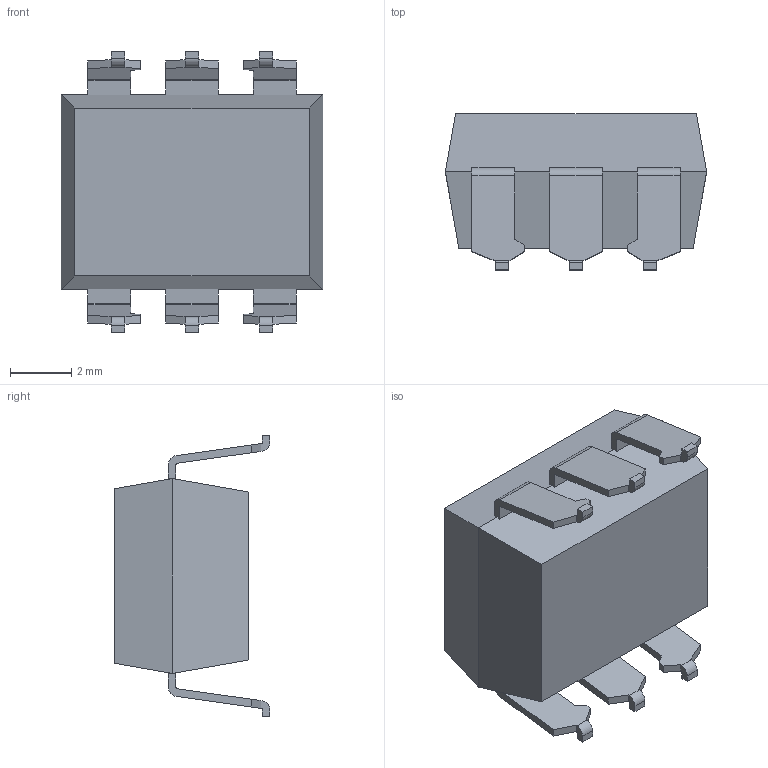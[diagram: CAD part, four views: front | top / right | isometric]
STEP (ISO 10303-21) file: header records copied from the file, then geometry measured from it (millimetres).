
FILE_DESCRIPTION (( 'STEP AP214' ), '1' );
FILE_NAME ('H11AA1SR2VM.STEP', '2018-08-12T13:50:53', ( '' ), ( '' ), 'SwSTEP 2.0', 'SolidWorks 2017', '' );
FILE_SCHEMA (( 'AUTOMOTIVE_DESIGN' ));
Length unit declared in the file: millimetre
Products named in the file (1): H11AA1SR2VM
Bounding box: 8.51 x 5.08 x 9.16 mm (x, y, z)
Volume: 220.1 mm3; surface area: 292.8 mm2
Topology: 7 solids, 7 shells, 135 faces, 344 edges, 224 vertices
Faces by surface type: plane 109, cylinder 26
Entity records: 4110 total; most frequent: CARTESIAN_POINT 704, ORIENTED_EDGE 688, DIRECTION 668, EDGE_CURVE 344, VECTOR 292, LINE 292, VERTEX_POINT 224, AXIS2_PLACEMENT_3D 188
